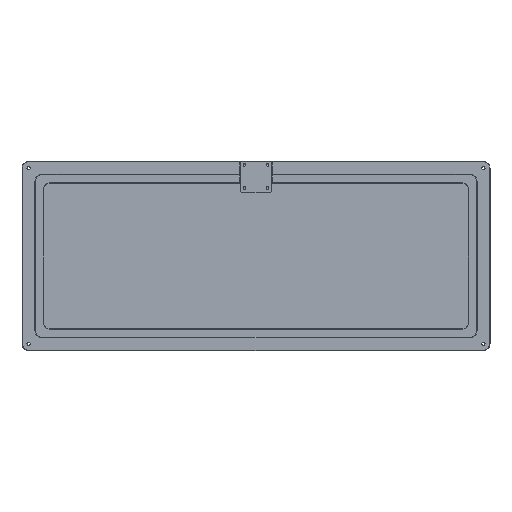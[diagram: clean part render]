
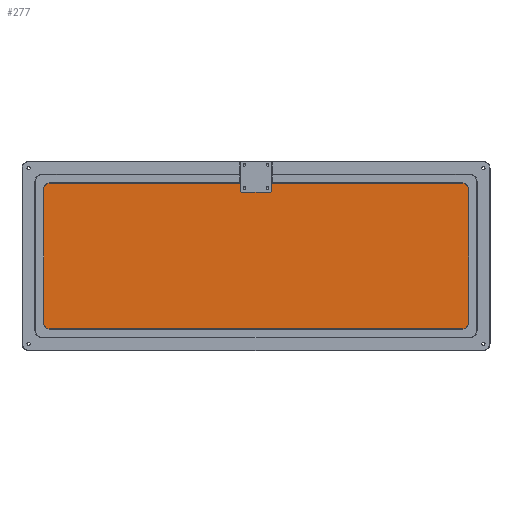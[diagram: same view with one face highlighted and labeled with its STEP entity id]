
A CAD part, top view. The second image highlights one B-rep face of the part: STEP entity #277.
In plain terms, the highlighted planar face has unit normal (0, 0, 1).
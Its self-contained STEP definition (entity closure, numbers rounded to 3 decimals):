
#64 = VERTEX_POINT('',#65);
#65 = CARTESIAN_POINT('',(-9.5,44.1,14.));
#71 = EDGE_CURVE('',#72,#64,#74,.T.);
#72 = VERTEX_POINT('',#73);
#73 = CARTESIAN_POINT('',(-9.5,43.9,14.));
#74 = LINE('',#75,#76);
#75 = CARTESIAN_POINT('',(-9.5,24.661,14.));
#76 = VECTOR('',#77,1.);
#77 = DIRECTION('',(0.,1.,0.));
#79 = EDGE_CURVE('',#72,#80,#82,.T.);
#80 = VERTEX_POINT('',#81);
#81 = CARTESIAN_POINT('',(-9.5,39.4,14.));
#82 = LINE('',#83,#84);
#83 = CARTESIAN_POINT('',(-9.5,56.9,14.));
#84 = VECTOR('',#85,1.);
#85 = DIRECTION('',(0.,-1.,0.));
#225 = EDGE_CURVE('',#80,#226,#228,.T.);
#226 = VERTEX_POINT('',#227);
#227 = CARTESIAN_POINT('',(-8.5,38.4,14.));
#228 = CIRCLE('',#229,1.);
#229 = AXIS2_PLACEMENT_3D('',#230,#231,#232);
#230 = CARTESIAN_POINT('',(-8.5,39.4,14.));
#231 = DIRECTION('',(0.,-0.,1.));
#232 = DIRECTION('',(0.,1.,0.));
#277 = ADVANCED_FACE('',(#278),#406,.T.);
#278 = FACE_BOUND('',#279,.T.);
#279 = EDGE_LOOP('',(#280,#290,#298,#306,#314,#323,#329,#330,#331,#332,
    #340,#348,#357,#365,#374,#382,#391,#399));
#280 = ORIENTED_EDGE('',*,*,#281,.T.);
#281 = EDGE_CURVE('',#282,#284,#286,.T.);
#282 = VERTEX_POINT('',#283);
#283 = CARTESIAN_POINT('',(123.9,43.9,14.));
#284 = VERTEX_POINT('',#285);
#285 = CARTESIAN_POINT('',(9.7,43.9,14.));
#286 = LINE('',#287,#288);
#287 = CARTESIAN_POINT('',(127.9,43.9,14.));
#288 = VECTOR('',#289,1.);
#289 = DIRECTION('',(-1.,0.,0.));
#290 = ORIENTED_EDGE('',*,*,#291,.F.);
#291 = EDGE_CURVE('',#292,#284,#294,.T.);
#292 = VERTEX_POINT('',#293);
#293 = CARTESIAN_POINT('',(9.5,44.1,14.));
#294 = LINE('',#295,#296);
#295 = CARTESIAN_POINT('',(18.2,35.4,14.));
#296 = VECTOR('',#297,1.);
#297 = DIRECTION('',(0.707,-0.707,0.));
#298 = ORIENTED_EDGE('',*,*,#299,.F.);
#299 = EDGE_CURVE('',#300,#292,#302,.T.);
#300 = VERTEX_POINT('',#301);
#301 = CARTESIAN_POINT('',(9.5,43.9,14.));
#302 = LINE('',#303,#304);
#303 = CARTESIAN_POINT('',(9.5,24.661,14.));
#304 = VECTOR('',#305,1.);
#305 = DIRECTION('',(0.,1.,0.));
#306 = ORIENTED_EDGE('',*,*,#307,.F.);
#307 = EDGE_CURVE('',#308,#300,#310,.T.);
#308 = VERTEX_POINT('',#309);
#309 = CARTESIAN_POINT('',(9.5,39.4,14.));
#310 = LINE('',#311,#312);
#311 = CARTESIAN_POINT('',(9.5,38.4,14.));
#312 = VECTOR('',#313,1.);
#313 = DIRECTION('',(0.,1.,0.));
#314 = ORIENTED_EDGE('',*,*,#315,.T.);
#315 = EDGE_CURVE('',#308,#316,#318,.T.);
#316 = VERTEX_POINT('',#317);
#317 = CARTESIAN_POINT('',(8.5,38.4,14.));
#318 = CIRCLE('',#319,1.);
#319 = AXIS2_PLACEMENT_3D('',#320,#321,#322);
#320 = CARTESIAN_POINT('',(8.5,39.4,14.));
#321 = DIRECTION('',(0.,0.,-1.));
#322 = DIRECTION('',(0.,1.,0.));
#323 = ORIENTED_EDGE('',*,*,#324,.F.);
#324 = EDGE_CURVE('',#226,#316,#325,.T.);
#325 = LINE('',#326,#327);
#326 = CARTESIAN_POINT('',(-9.5,38.4,14.));
#327 = VECTOR('',#328,1.);
#328 = DIRECTION('',(1.,0.,0.));
#329 = ORIENTED_EDGE('',*,*,#225,.F.);
#330 = ORIENTED_EDGE('',*,*,#79,.F.);
#331 = ORIENTED_EDGE('',*,*,#71,.T.);
#332 = ORIENTED_EDGE('',*,*,#333,.T.);
#333 = EDGE_CURVE('',#64,#334,#336,.T.);
#334 = VERTEX_POINT('',#335);
#335 = CARTESIAN_POINT('',(-9.7,43.9,14.));
#336 = LINE('',#337,#338);
#337 = CARTESIAN_POINT('',(-18.2,35.4,14.));
#338 = VECTOR('',#339,1.);
#339 = DIRECTION('',(-0.707,-0.707,0.));
#340 = ORIENTED_EDGE('',*,*,#341,.T.);
#341 = EDGE_CURVE('',#334,#342,#344,.T.);
#342 = VERTEX_POINT('',#343);
#343 = CARTESIAN_POINT('',(-123.9,43.9,14.));
#344 = LINE('',#345,#346);
#345 = CARTESIAN_POINT('',(127.9,43.9,14.));
#346 = VECTOR('',#347,1.);
#347 = DIRECTION('',(-1.,0.,0.));
#348 = ORIENTED_EDGE('',*,*,#349,.T.);
#349 = EDGE_CURVE('',#342,#350,#352,.T.);
#350 = VERTEX_POINT('',#351);
#351 = CARTESIAN_POINT('',(-127.9,39.9,14.));
#352 = CIRCLE('',#353,4.);
#353 = AXIS2_PLACEMENT_3D('',#354,#355,#356);
#354 = CARTESIAN_POINT('',(-123.9,39.9,14.));
#355 = DIRECTION('',(-0.,0.,1.));
#356 = DIRECTION('',(0.,-1.,0.));
#357 = ORIENTED_EDGE('',*,*,#358,.T.);
#358 = EDGE_CURVE('',#350,#359,#361,.T.);
#359 = VERTEX_POINT('',#360);
#360 = CARTESIAN_POINT('',(-127.9,-39.9,14.));
#361 = LINE('',#362,#363);
#362 = CARTESIAN_POINT('',(-127.9,43.9,14.));
#363 = VECTOR('',#364,1.);
#364 = DIRECTION('',(0.,-1.,0.));
#365 = ORIENTED_EDGE('',*,*,#366,.T.);
#366 = EDGE_CURVE('',#359,#367,#369,.T.);
#367 = VERTEX_POINT('',#368);
#368 = CARTESIAN_POINT('',(-123.9,-43.9,14.));
#369 = CIRCLE('',#370,4.);
#370 = AXIS2_PLACEMENT_3D('',#371,#372,#373);
#371 = CARTESIAN_POINT('',(-123.9,-39.9,14.));
#372 = DIRECTION('',(-0.,0.,1.));
#373 = DIRECTION('',(0.,-1.,0.));
#374 = ORIENTED_EDGE('',*,*,#375,.T.);
#375 = EDGE_CURVE('',#367,#376,#378,.T.);
#376 = VERTEX_POINT('',#377);
#377 = CARTESIAN_POINT('',(123.9,-43.9,14.));
#378 = LINE('',#379,#380);
#379 = CARTESIAN_POINT('',(-127.9,-43.9,14.));
#380 = VECTOR('',#381,1.);
#381 = DIRECTION('',(1.,0.,0.));
#382 = ORIENTED_EDGE('',*,*,#383,.T.);
#383 = EDGE_CURVE('',#376,#384,#386,.T.);
#384 = VERTEX_POINT('',#385);
#385 = CARTESIAN_POINT('',(127.9,-39.9,14.));
#386 = CIRCLE('',#387,4.);
#387 = AXIS2_PLACEMENT_3D('',#388,#389,#390);
#388 = CARTESIAN_POINT('',(123.9,-39.9,14.));
#389 = DIRECTION('',(-0.,0.,1.));
#390 = DIRECTION('',(0.,-1.,0.));
#391 = ORIENTED_EDGE('',*,*,#392,.T.);
#392 = EDGE_CURVE('',#384,#393,#395,.T.);
#393 = VERTEX_POINT('',#394);
#394 = CARTESIAN_POINT('',(127.9,39.9,14.));
#395 = LINE('',#396,#397);
#396 = CARTESIAN_POINT('',(127.9,-43.9,14.));
#397 = VECTOR('',#398,1.);
#398 = DIRECTION('',(0.,1.,0.));
#399 = ORIENTED_EDGE('',*,*,#400,.F.);
#400 = EDGE_CURVE('',#282,#393,#401,.T.);
#401 = CIRCLE('',#402,4.);
#402 = AXIS2_PLACEMENT_3D('',#403,#404,#405);
#403 = CARTESIAN_POINT('',(123.9,39.9,14.));
#404 = DIRECTION('',(-0.,-0.,-1.));
#405 = DIRECTION('',(0.,-1.,0.));
#406 = PLANE('',#407);
#407 = AXIS2_PLACEMENT_3D('',#408,#409,#410);
#408 = CARTESIAN_POINT('',(0.,0.,14.));
#409 = DIRECTION('',(0.,0.,1.));
#410 = DIRECTION('',(1.,0.,0.));
